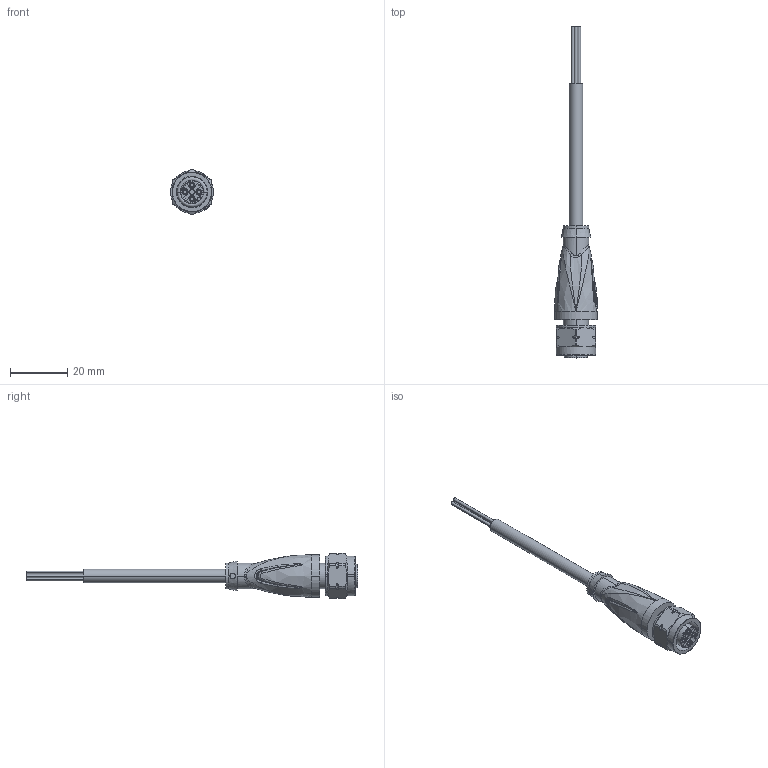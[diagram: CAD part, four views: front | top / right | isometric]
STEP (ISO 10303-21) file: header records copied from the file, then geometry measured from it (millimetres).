
FILE_DESCRIPTION(('STEP AP214'),'1');
FILE_NAME('cctmp_B5533FCB-9200-4318-A57A-59F1BDE34505_2022_04_27_10_43_19_0216..stp','2022-04-27T08:43:22',('KiM GmbH'),('CADClick - www.CADClick.com'),'Spatial InterOp 3D postprocessed',' ','unknown authorization');
FILE_SCHEMA(('AUTOMOTIVE_DESIGN'));
Length unit declared in the file: millimetre
Products named in the file (7): T195856_1; Connection2; Cable; Connection1; Connection1_2; Connection1_1; T195856
Assembly tree (6 placements, depth 4):
  T195856
    T195856_1
      Connection2
      Cable
      Connection1
        Connection1_2
        Connection1_1
Bounding box: 15 x 116.4 x 15.8 mm (x, y, z)
Volume: 6543.2 mm3; surface area: 4922.9 mm2
Topology: 9 solids, 9 shells, 756 faces, 1972 edges, 1255 vertices
Faces by surface type: plane 335, cylinder 207, bspline 89, cone 66, torus 59
Entity records: 39956 total; most frequent: CARTESIAN_POINT 19233, ORIENTED_EDGE 3922, DIRECTION 3706, EDGE_CURVE 1961, AXIS2_PLACEMENT_3D 1325, VERTEX_POINT 1255, LINE 1056, VECTOR 1056
